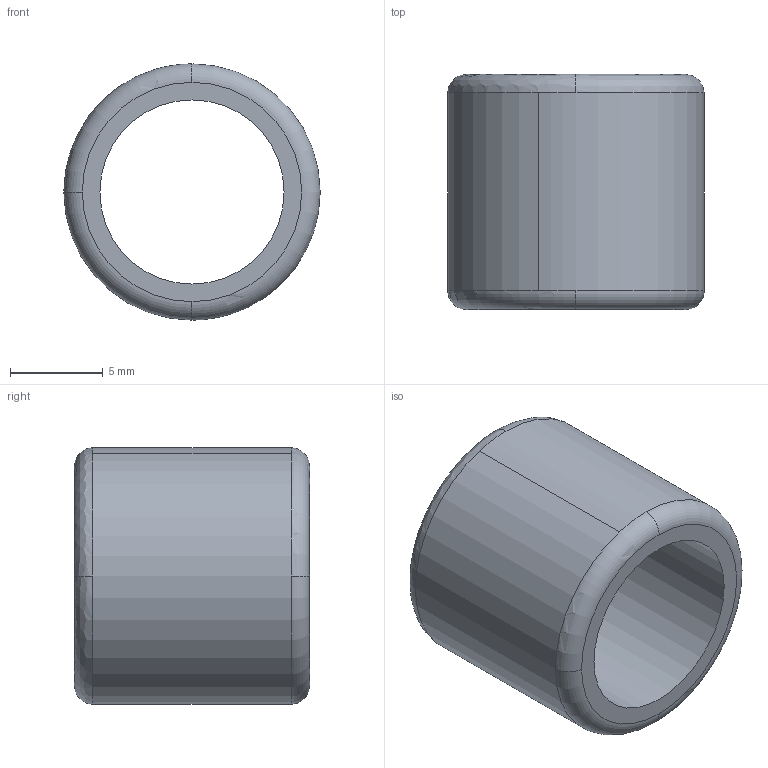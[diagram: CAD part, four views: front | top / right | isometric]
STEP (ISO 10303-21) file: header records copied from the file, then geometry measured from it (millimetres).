
FILE_DESCRIPTION((''),'2;1');
FILE_NAME('BO.stp','2020-04-21T00:19:25',(''),(''),'AutoCAD STEP 2000i','AutoCAD 2000i',', , ');
FILE_SCHEMA(('CONFIG_CONTROL_DESIGN'));
Length unit declared in the file: millimetre
Products named in the file (2): BO; PART1
Assembly tree (1 placements, depth 2):
  BO
    PART1
Bounding box: 13.85 x 12.7 x 13.85 mm (x, y, z)
Volume: 907.7 mm3; surface area: 1057.1 mm2
Topology: 1 solids, 1 shells, 12 faces, 34 edges, 24 vertices
Faces by surface type: bspline 4, cylinder 3, torus 3, plane 2
Entity records: 751 total; most frequent: CARTESIAN_POINT 305, DIRECTION 84, ORIENTED_EDGE 68, AXIS2_PLACEMENT_3D 40, EDGE_CURVE 34, CIRCLE 30, VERTEX_POINT 24, EDGE_LOOP 14
